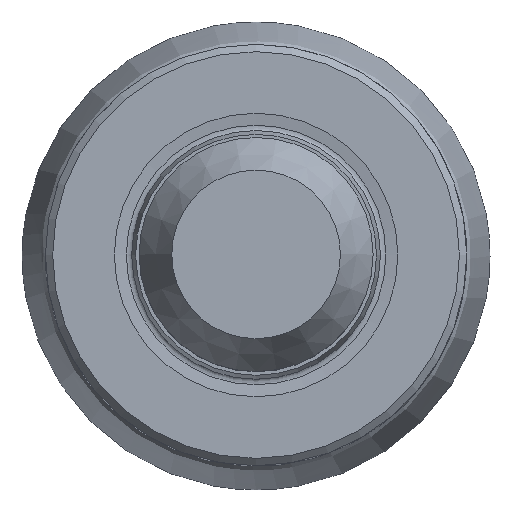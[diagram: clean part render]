
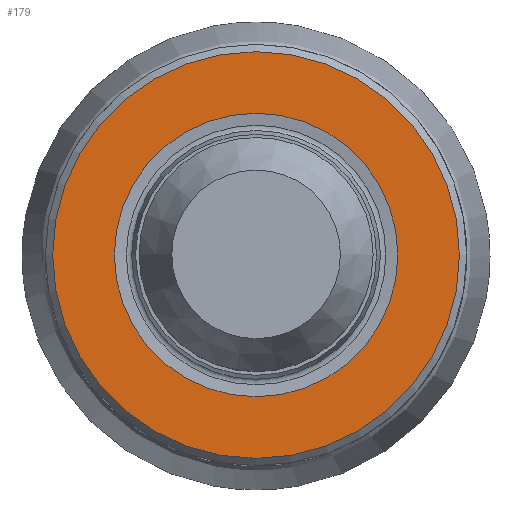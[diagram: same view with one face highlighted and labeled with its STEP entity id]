
A CAD part, top view. The second image highlights one B-rep face of the part: STEP entity #179.
In plain terms, the highlighted planar face has unit normal (0, 0, 1).
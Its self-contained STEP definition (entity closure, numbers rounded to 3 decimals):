
#137=FACE_BOUND('',#220,.T.);
#138=FACE_BOUND('',#221,.T.);
#179=ADVANCED_FACE('CU_SU1',(#137,#138),#198,.F.);
#198=PLANE('',#505);
#220=EDGE_LOOP('',(#270));
#221=EDGE_LOOP('',(#271));
#270=ORIENTED_EDGE('',*,*,#339,.F.);
#271=ORIENTED_EDGE('',*,*,#340,.T.);
#313=VERTEX_POINT('',#714);
#314=VERTEX_POINT('',#717);
#339=EDGE_CURVE('',#313,#313,#364,.T.);
#340=EDGE_CURVE('',#314,#314,#365,.T.);
#364=CIRCLE('',#502,13.9);
#365=CIRCLE('',#504,9.689);
#502=AXIS2_PLACEMENT_3D('',#713,#593,#594);
#504=AXIS2_PLACEMENT_3D('',#716,#597,#598);
#505=AXIS2_PLACEMENT_3D('',#718,#599,#600);
#593=DIRECTION('',(0.,0.,-1.));
#594=DIRECTION('',(-1.,0.,0.));
#597=DIRECTION('',(0.,0.,-1.));
#598=DIRECTION('',(-1.,0.,0.));
#599=DIRECTION('',(0.,0.,-1.));
#600=DIRECTION('',(-1.,0.,0.));
#713=CARTESIAN_POINT('',(0.,0.,0.));
#714=CARTESIAN_POINT('',(-13.9,0.,0.));
#716=CARTESIAN_POINT('',(0.,0.,0.));
#717=CARTESIAN_POINT('',(-9.689,0.,0.));
#718=CARTESIAN_POINT('',(0.,9.689,0.));
